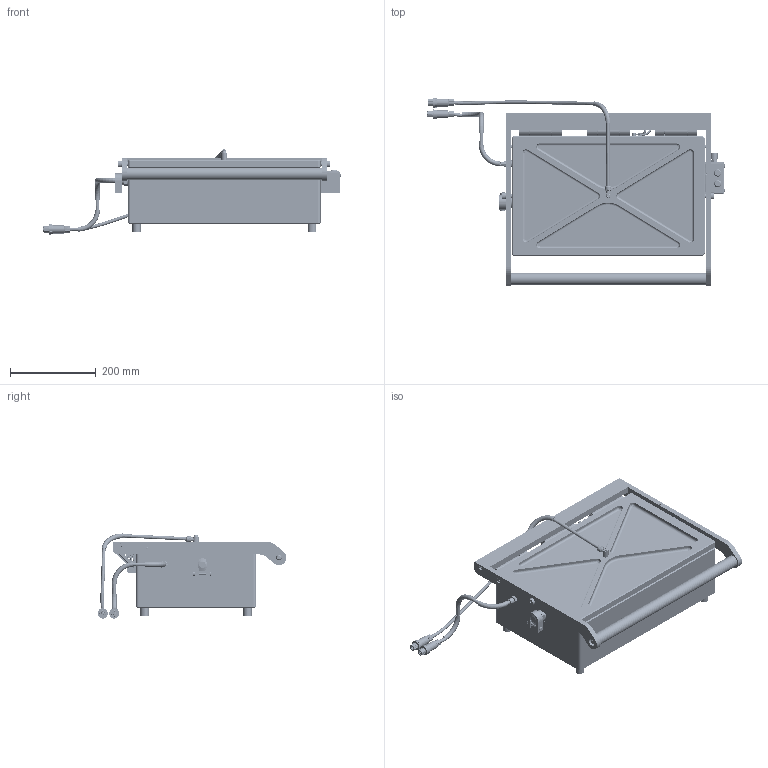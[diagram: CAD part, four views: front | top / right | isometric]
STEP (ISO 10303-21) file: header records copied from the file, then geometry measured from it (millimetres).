
FILE_DESCRIPTION(/* description */ (''),/* implementation_level */ '2;1');
FILE_NAME(/* name */ '600-101_005.stp',/* time_stamp */ '2022-09-07T08:11:18+02:00',/* author */ (''),/* organization */ (''),/* preprocessor_version */ 'ST-DEVELOPER v16',/* originating_system */ 'SIEMENS PLM Software NX 10.0',/* authorisation */ '');
FILE_SCHEMA (('AUTOMOTIVE_DESIGN { 1 0 10303 214 3 1 1 1 }'));
Products named in the file (50): 200011865_001; 200001746_001; 200001779_001; 20180222_001; 200005298_001; 200001778_001; 20009455_001; 20007251_001; 200001691_001; 200001690_001; 200001715_001; 200001761_001; 200011621_001; 12802202_600-101_001; 200006937_001; 200006823_001; 200000825_001; 200000535_001; 200006059_001; 200009885_003; 20020083_003; 200011017_001; 200011084_003; 200011083_003; 200009807_003; 200010390_002; 200011089_002; 200011086_002; 200011141_002; 200011085_002; 200011018_001; 200011129_001; 200009351_001; 200011546_001; 200011131_001; 200006529_001; 200010170_001; 211-367_002; 211-059_002; 211-182_001 ...
Assembly tree (126 placements, depth 3):
  600-101_005
    200011547_001
    200011500_002
    20020084_002  x27
    1  x2
    200011165_001  x2
    20028703_002
    211-182_001
    211-059_002
    211-367_002
    200010170_001
    200006529_001  x21
    200011131_001  x2
    200011546_001  x6
    200009351_001
    200011129_001  x2
    200011018_001
    200011085_002
    200011141_002
    200011086_002
    200011089_002
    200010390_002
    200009807_003
    200011083_003
    200011084_003
    200011017_001  x2
    20020083_003  x2
    200009885_003
    200006059_001  x4
    200000535_001  x2
    200009478_001
      200001761_001
      200001715_001
      200001690_001
      200001691_001
      20007251_001  x4
      20009455_001  x2
      200001778_001
      200005298_001
      20180222_001  x2
      200001779_001
      200001746_001
    200000825_001  x4
    200006823_001  x2
    200006937_001  x4
    12802202_600-101_001  x2
    200011621_001
    200011640_02_001_MODEL
      200011865_001  x2
    200011640_03_001_MODEL
      200011865_001  x2
Bounding box: 695.47 x 441.09 x 199 mm (x, y, z)
Volume: 7452151.7 mm3; surface area: 2163281.9 mm2
Topology: 165 solids, 449 shells, 7676 faces, 20692 edges, 13731 vertices
Faces by surface type: cylinder 3632, plane 2093, cone 720, bspline 647, torus 351, sphere 233
Full cylindrical faces by diameter (mm): 0.5 x756, 2.5 x6, 2.6 x4, 3 x6, 3.3 x2, 4 x1, 4.2 x24, 4.3 x2, 4.5 x8, 4.6 x4, 5 x28, 5.3 x27, 5.33 x4, 5.5 x19, 6 x30, 6.5 x4, 6.75 x2, 6.8 x6, 7 x2, 8 x16, 8.3 x1, 8.35 x4, 8.5 x25, 8.73 x1, 8.75 x1, 9 x28, 9.6 x1, 9.8 x1, 9.85 x2, 10 x11
Entity records: 204793 total; most frequent: CARTESIAN_POINT 78112, DIRECTION 25575, ORIENTED_EDGE 22288, EDGE_CURVE 11487, AXIS2_PLACEMENT_3D 10535, VERTEX_POINT 8131, EDGE_LOOP 8079, CIRCLE 5469
